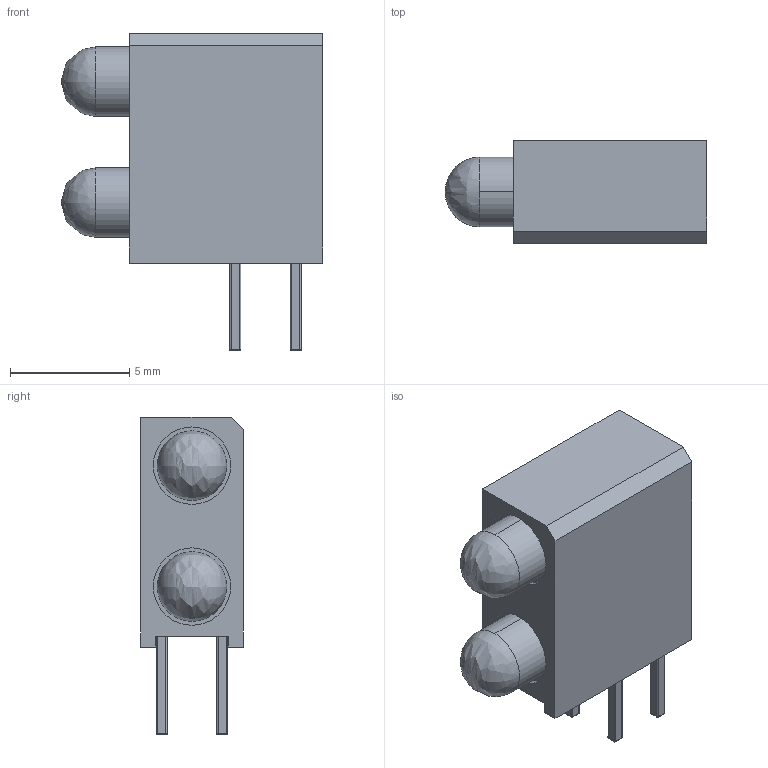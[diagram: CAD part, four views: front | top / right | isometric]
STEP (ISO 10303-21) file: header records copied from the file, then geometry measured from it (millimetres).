
FILE_DESCRIPTION (( 'STEP AP214' ), '1' );
FILE_NAME ('User Library-553-0221F.STEP', '2020-01-24T13:06:14', ( '' ), ( '' ), 'SwSTEP 2.0', 'SolidWorks 2019', '' );
FILE_SCHEMA (( 'AUTOMOTIVE_DESIGN' ));
Length unit declared in the file: millimetre
Products named in the file (8): User Library-553-0221F; Part_834; Part_835; ACIS Solid_2660; ACIS Solid_179; Part_837; ACIS Solid_345; Part_836
Assembly tree (7 placements, depth 2):
  User Library-553-0221F
    ACIS Solid_179
    ACIS Solid_345
    ACIS Solid_2660
    Part_835
    Part_837
    Part_834
    Part_836
Bounding box: 11 x 4.32 x 13.34 mm (x, y, z)
Volume: 357.8 mm3; surface area: 468.3 mm2
Topology: 7 solids, 7 shells, 103 faces, 253 edges, 146 vertices
Faces by surface type: plane 45, cylinder 40, bspline 18
Entity records: 4544 total; most frequent: CARTESIAN_POINT 762, DIRECTION 523, ORIENTED_EDGE 466, EDGE_CURVE 233, AXIS2_PLACEMENT_3D 195, VERTEX_POINT 146, LINE 133, VECTOR 133
